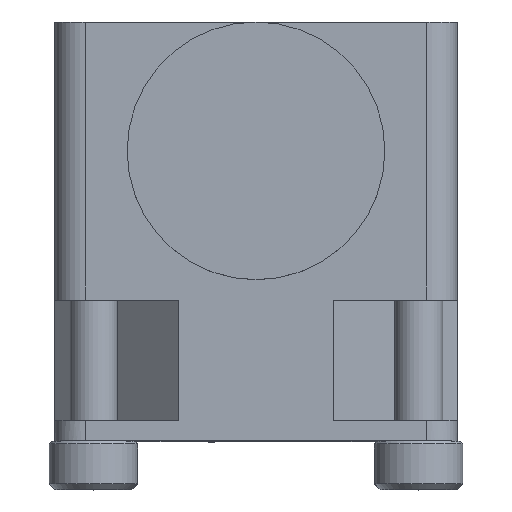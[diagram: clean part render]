
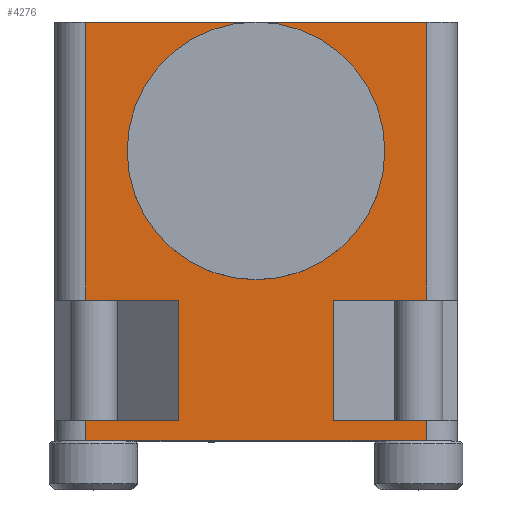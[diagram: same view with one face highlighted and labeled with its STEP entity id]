
A CAD part, top view. The second image highlights one B-rep face of the part: STEP entity #4276.
In plain terms, the highlighted planar face has unit normal (0, 0, 1).
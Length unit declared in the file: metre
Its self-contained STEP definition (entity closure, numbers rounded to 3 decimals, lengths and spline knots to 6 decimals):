
#39=FACE_BOUND('',#574,.T.);
#100=PLANE('',#4586);
#335=FACE_OUTER_BOUND('',#573,.T.);
#573=EDGE_LOOP('',(#3134,#3135,#3136,#3137,#3138,#3139,#3140,#3141,#3142,
#3143,#3144,#3145,#3146,#3147));
#574=EDGE_LOOP('',(#3148));
#887=CIRCLE('',#4587,0.006);
#1112=LINE('',#7176,#1449);
#1113=LINE('',#7178,#1450);
#1114=LINE('',#7180,#1451);
#1115=LINE('',#7182,#1452);
#1116=LINE('',#7184,#1453);
#1117=LINE('',#7186,#1454);
#1118=LINE('',#7188,#1455);
#1119=LINE('',#7190,#1456);
#1120=LINE('',#7192,#1457);
#1121=LINE('',#7194,#1458);
#1122=LINE('',#7196,#1459);
#1123=LINE('',#7198,#1460);
#1124=LINE('',#7200,#1461);
#1125=LINE('',#7201,#1462);
#1449=VECTOR('',#5228,1.);
#1450=VECTOR('',#5229,1.);
#1451=VECTOR('',#5230,1.);
#1452=VECTOR('',#5231,1.);
#1453=VECTOR('',#5232,1.);
#1454=VECTOR('',#5233,1.);
#1455=VECTOR('',#5234,1.);
#1456=VECTOR('',#5235,1.);
#1457=VECTOR('',#5236,1.);
#1458=VECTOR('',#5237,1.);
#1459=VECTOR('',#5238,1.);
#1460=VECTOR('',#5239,1.);
#1461=VECTOR('',#5240,1.);
#1462=VECTOR('',#5241,1.);
#1860=VERTEX_POINT('',#7174);
#1861=VERTEX_POINT('',#7175);
#1862=VERTEX_POINT('',#7177);
#1863=VERTEX_POINT('',#7179);
#1864=VERTEX_POINT('',#7181);
#1865=VERTEX_POINT('',#7183);
#1866=VERTEX_POINT('',#7185);
#1867=VERTEX_POINT('',#7187);
#1868=VERTEX_POINT('',#7189);
#1869=VERTEX_POINT('',#7191);
#1870=VERTEX_POINT('',#7193);
#1871=VERTEX_POINT('',#7195);
#1872=VERTEX_POINT('',#7197);
#1873=VERTEX_POINT('',#7199);
#1874=VERTEX_POINT('',#7202);
#2334=EDGE_CURVE('',#1860,#1861,#1112,.T.);
#2335=EDGE_CURVE('',#1861,#1862,#1113,.T.);
#2336=EDGE_CURVE('',#1863,#1862,#1114,.T.);
#2337=EDGE_CURVE('',#1864,#1863,#1115,.T.);
#2338=EDGE_CURVE('',#1864,#1865,#1116,.T.);
#2339=EDGE_CURVE('',#1865,#1866,#1117,.T.);
#2340=EDGE_CURVE('',#1867,#1866,#1118,.T.);
#2341=EDGE_CURVE('',#1868,#1867,#1119,.T.);
#2342=EDGE_CURVE('',#1869,#1868,#1120,.T.);
#2343=EDGE_CURVE('',#1869,#1870,#1121,.T.);
#2344=EDGE_CURVE('',#1870,#1871,#1122,.T.);
#2345=EDGE_CURVE('',#1871,#1872,#1123,.T.);
#2346=EDGE_CURVE('',#1873,#1872,#1124,.T.);
#2347=EDGE_CURVE('',#1873,#1860,#1125,.T.);
#2348=EDGE_CURVE('',#1874,#1874,#887,.T.);
#3134=ORIENTED_EDGE('',*,*,#2334,.T.);
#3135=ORIENTED_EDGE('',*,*,#2335,.T.);
#3136=ORIENTED_EDGE('',*,*,#2336,.F.);
#3137=ORIENTED_EDGE('',*,*,#2337,.F.);
#3138=ORIENTED_EDGE('',*,*,#2338,.T.);
#3139=ORIENTED_EDGE('',*,*,#2339,.T.);
#3140=ORIENTED_EDGE('',*,*,#2340,.F.);
#3141=ORIENTED_EDGE('',*,*,#2341,.F.);
#3142=ORIENTED_EDGE('',*,*,#2342,.F.);
#3143=ORIENTED_EDGE('',*,*,#2343,.T.);
#3144=ORIENTED_EDGE('',*,*,#2344,.T.);
#3145=ORIENTED_EDGE('',*,*,#2345,.T.);
#3146=ORIENTED_EDGE('',*,*,#2346,.F.);
#3147=ORIENTED_EDGE('',*,*,#2347,.T.);
#3148=ORIENTED_EDGE('',*,*,#2348,.T.);
#4276=ADVANCED_FACE('',(#335,#39),#100,.F.);
#4586=AXIS2_PLACEMENT_3D('',#7173,#5226,#5227);
#4587=AXIS2_PLACEMENT_3D('',#7203,#5242,#5243);
#5226=DIRECTION('center_axis',(0.,0.,-1.));
#5227=DIRECTION('ref_axis',(-1.,0.,0.));
#5228=DIRECTION('',(-1.,0.,0.));
#5229=DIRECTION('',(0.,-1.,0.));
#5230=DIRECTION('',(-1.,0.,0.));
#5231=DIRECTION('',(0.,1.,0.));
#5232=DIRECTION('',(-1.,0.,0.));
#5233=DIRECTION('',(0.,-1.,0.));
#5234=DIRECTION('',(-1.,0.,0.));
#5235=DIRECTION('',(-1.,0.,0.));
#5236=DIRECTION('',(-1.,0.,0.));
#5237=DIRECTION('',(0.,1.,0.));
#5238=DIRECTION('',(-1.,0.,0.));
#5239=DIRECTION('',(0.,1.,0.));
#5240=DIRECTION('',(-1.,0.,0.));
#5241=DIRECTION('',(0.,1.,0.));
#5242=DIRECTION('center_axis',(0.,0.,-1.));
#5243=DIRECTION('ref_axis',(1.,0.,0.));
#7173=CARTESIAN_POINT('Origin',(0.006,0.,0.048));
#7174=CARTESIAN_POINT('',(0.010606,0.008,0.048));
#7175=CARTESIAN_POINT('',(-0.010606,0.008,0.048));
#7176=CARTESIAN_POINT('',(0.0075,0.008,0.048));
#7177=CARTESIAN_POINT('',(-0.010606,-0.00925,0.048));
#7178=CARTESIAN_POINT('',(-0.010606,-0.018,0.048));
#7179=CARTESIAN_POINT('',(-0.004789,-0.00925,0.048));
#7180=CARTESIAN_POINT('',(0.0125,-0.00925,0.048));
#7181=CARTESIAN_POINT('',(-0.004789,-0.01675,0.048));
#7182=CARTESIAN_POINT('',(-0.004789,-0.053905,0.048));
#7183=CARTESIAN_POINT('',(-0.010606,-0.01675,0.048));
#7184=CARTESIAN_POINT('',(0.0125,-0.01675,0.048));
#7185=CARTESIAN_POINT('',(-0.010606,-0.018,0.048));
#7186=CARTESIAN_POINT('',(-0.010606,-0.018,0.048));
#7187=CARTESIAN_POINT('',(-0.009177,-0.018,0.048));
#7188=CARTESIAN_POINT('',(0.0125,-0.018,0.048));
#7189=CARTESIAN_POINT('',(0.009177,-0.018,0.048));
#7190=CARTESIAN_POINT('',(0.0125,-0.018,0.048));
#7191=CARTESIAN_POINT('',(0.010606,-0.018,0.048));
#7192=CARTESIAN_POINT('',(0.0125,-0.018,0.048));
#7193=CARTESIAN_POINT('',(0.010606,-0.01675,0.048));
#7194=CARTESIAN_POINT('',(0.010606,-0.008,0.048));
#7195=CARTESIAN_POINT('',(0.004789,-0.01675,0.048));
#7196=CARTESIAN_POINT('',(0.0125,-0.01675,0.048));
#7197=CARTESIAN_POINT('',(0.004789,-0.00925,0.048));
#7198=CARTESIAN_POINT('',(0.004789,-0.053905,0.048));
#7199=CARTESIAN_POINT('',(0.010606,-0.00925,0.048));
#7200=CARTESIAN_POINT('',(0.0125,-0.00925,0.048));
#7201=CARTESIAN_POINT('',(0.010606,-0.008,0.048));
#7202=CARTESIAN_POINT('',(-0.006,0.,0.048));
#7203=CARTESIAN_POINT('Origin',(0.,0.,
0.048));
